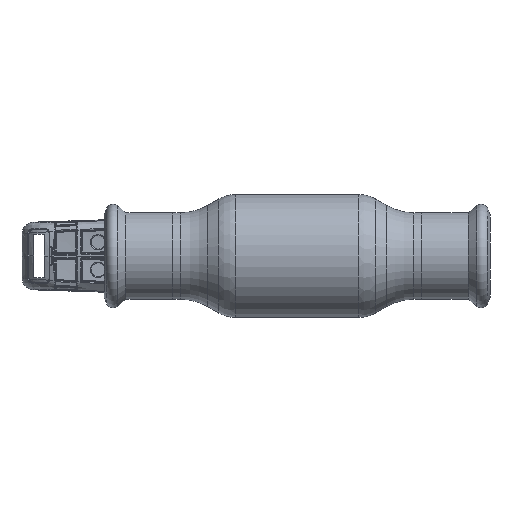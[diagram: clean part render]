
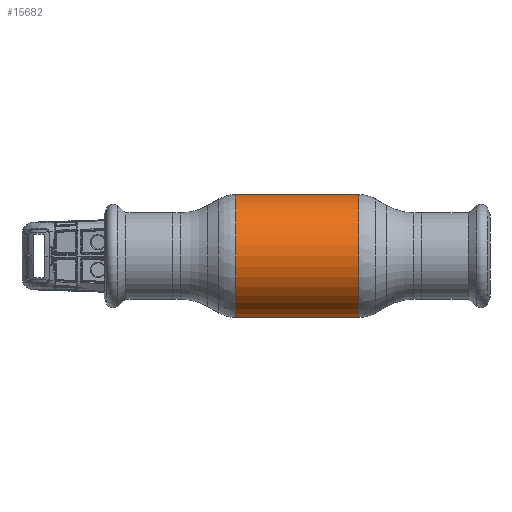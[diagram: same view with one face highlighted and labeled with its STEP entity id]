
A CAD part, front view. The second image highlights one B-rep face of the part: STEP entity #15682.
In plain terms, the highlighted cylindrical face has radius 22.25 mm (diameter 44.5 mm), a partial arc.
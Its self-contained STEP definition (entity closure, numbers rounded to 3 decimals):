
#963 = EDGE_CURVE ( 'NONE', #55735, #33973, #30985, .T. ) ;
#2299 = ORIENTED_EDGE ( 'NONE', *, *, #45358, .F. ) ;
#7749 = AXIS2_PLACEMENT_3D ( 'NONE', #49127, #40038, #20724 ) ;
#8829 = VERTEX_POINT ( 'NONE', #27279 ) ;
#10627 = ORIENTED_EDGE ( 'NONE', *, *, #55613, .T. ) ;
#13351 = CARTESIAN_POINT ( 'NONE',  ( 22.285, 0., -22.25 ) ) ;
#13754 = CIRCLE ( 'NONE', #7749, 22.25 ) ;
#15682 = ADVANCED_FACE ( 'NONE', ( #16739 ), #30814, .T. ) ;
#16739 = FACE_OUTER_BOUND ( 'NONE', #60721, .T. ) ;
#17642 = EDGE_CURVE ( 'NONE', #8829, #33973, #26402, .T. ) ;
#17891 = DIRECTION ( 'NONE',  ( -1., 0., 0. ) ) ;
#20724 = DIRECTION ( 'NONE',  ( 0., 0., 1. ) ) ;
#21854 = CARTESIAN_POINT ( 'NONE',  ( -62.69, 0., 22.25 ) ) ;
#22451 = DIRECTION ( 'NONE',  ( 0., 0., 1. ) ) ;
#23068 = DIRECTION ( 'NONE',  ( -1., 0., 0. ) ) ;
#24190 = VECTOR ( 'NONE', #55180, 1000. ) ;
#26402 = LINE ( 'NONE', #21854, #24190 ) ;
#27279 = CARTESIAN_POINT ( 'NONE',  ( 22.285, 0., 22.25 ) ) ;
#30814 = CYLINDRICAL_SURFACE ( 'NONE', #55027, 22.25 ) ;
#30985 = CIRCLE ( 'NONE', #57035, 22.25 ) ;
#33973 = VERTEX_POINT ( 'NONE', #47122 ) ;
#38041 = DIRECTION ( 'NONE',  ( 0., 0., 1. ) ) ;
#40038 = DIRECTION ( 'NONE',  ( -1., 0., 0. ) ) ;
#41318 = VECTOR ( 'NONE', #23068, 1000. ) ;
#41786 = ORIENTED_EDGE ( 'NONE', *, *, #963, .F. ) ;
#45358 = EDGE_CURVE ( 'NONE', #57216, #55735, #45777, .T. ) ;
#45777 = LINE ( 'NONE', #46752, #41318 ) ;
#46141 = CARTESIAN_POINT ( 'NONE',  ( -22.285, 0., 0. ) ) ;
#46752 = CARTESIAN_POINT ( 'NONE',  ( -62.69, 0., -22.25 ) ) ;
#46916 = ORIENTED_EDGE ( 'NONE', *, *, #17642, .T. ) ;
#47122 = CARTESIAN_POINT ( 'NONE',  ( -22.285, 0., 22.25 ) ) ;
#49127 = CARTESIAN_POINT ( 'NONE',  ( 22.285, 0., 0. ) ) ;
#51066 = CARTESIAN_POINT ( 'NONE',  ( -62.69, 0., 0. ) ) ;
#55027 = AXIS2_PLACEMENT_3D ( 'NONE', #51066, #60573, #38041 ) ;
#55180 = DIRECTION ( 'NONE',  ( -1., 0., 0. ) ) ;
#55613 = EDGE_CURVE ( 'NONE', #57216, #8829, #13754, .T. ) ;
#55735 = VERTEX_POINT ( 'NONE', #56311 ) ;
#56311 = CARTESIAN_POINT ( 'NONE',  ( -22.285, 0., -22.25 ) ) ;
#57035 = AXIS2_PLACEMENT_3D ( 'NONE', #46141, #17891, #22451 ) ;
#57216 = VERTEX_POINT ( 'NONE', #13351 ) ;
#60573 = DIRECTION ( 'NONE',  ( -1., 0., 0. ) ) ;
#60721 = EDGE_LOOP ( 'NONE', ( #2299, #10627, #46916, #41786 ) ) ;
